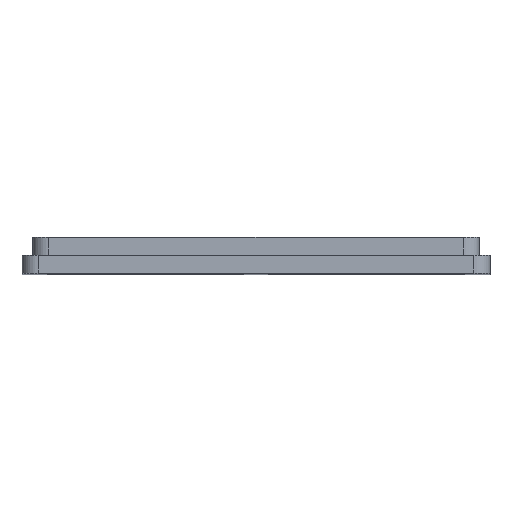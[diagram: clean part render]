
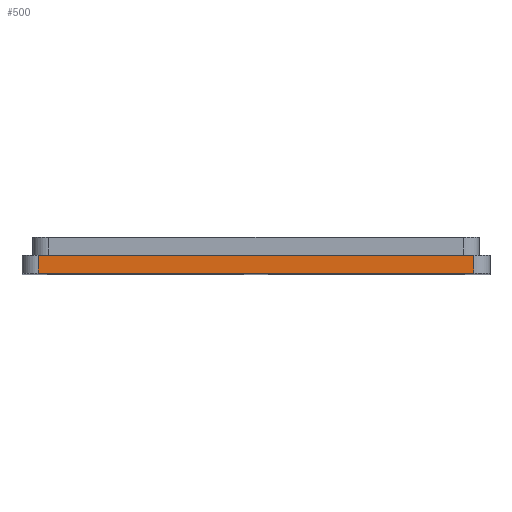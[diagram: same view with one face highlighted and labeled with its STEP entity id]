
A CAD part, top view. The second image highlights one B-rep face of the part: STEP entity #500.
In plain terms, the highlighted planar face has unit normal (0, 0, 1).
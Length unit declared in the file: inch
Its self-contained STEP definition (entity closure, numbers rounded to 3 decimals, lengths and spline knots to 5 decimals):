
#35 = DIRECTION ( 'NONE',  ( 0., -1., 0. ) ) ;
#44 = LINE ( 'NONE', #193, #1786 ) ;
#61 = CARTESIAN_POINT ( 'NONE',  ( 0.09, 0.1, 0. ) ) ;
#153 = EDGE_CURVE ( 'NONE', #413, #196, #238, .T. ) ;
#193 = CARTESIAN_POINT ( 'NONE',  ( 2.53, 0.1, 0. ) ) ;
#196 = VERTEX_POINT ( 'NONE', #2152 ) ;
#206 = LINE ( 'NONE', #230, #1926 ) ;
#230 = CARTESIAN_POINT ( 'NONE',  ( 0.09, 0.1, 0. ) ) ;
#238 = LINE ( 'NONE', #1245, #646 ) ;
#266 = VERTEX_POINT ( 'NONE', #2118 ) ;
#291 = CARTESIAN_POINT ( 'NONE',  ( 0.09, 0.1, 0. ) ) ;
#342 = CARTESIAN_POINT ( 'NONE',  ( 0.09, 0., 0. ) ) ;
#413 = VERTEX_POINT ( 'NONE', #61 ) ;
#464 = DIRECTION ( 'NONE',  ( -1., 0., 0. ) ) ;
#500 = ADVANCED_FACE ( 'NONE', ( #2000 ), #1853, .F. ) ;
#641 = LINE ( 'NONE', #342, #1193 ) ;
#646 = VECTOR ( 'NONE', #1626, 39.37008 ) ;
#780 = ORIENTED_EDGE ( 'NONE', *, *, #1872, .T. ) ;
#892 = DIRECTION ( 'NONE',  ( 0., -1., 0. ) ) ;
#923 = VERTEX_POINT ( 'NONE', #2047 ) ;
#964 = EDGE_LOOP ( 'NONE', ( #2111, #2251, #2197, #780 ) ) ;
#1139 = EDGE_CURVE ( 'NONE', #923, #266, #641, .T. ) ;
#1193 = VECTOR ( 'NONE', #1730, 39.37008 ) ;
#1245 = CARTESIAN_POINT ( 'NONE',  ( 0.09, 0.1, 0. ) ) ;
#1626 = DIRECTION ( 'NONE',  ( 1., 0., 0. ) ) ;
#1710 = AXIS2_PLACEMENT_3D ( 'NONE', #291, #2244, #464 ) ;
#1730 = DIRECTION ( 'NONE',  ( 1., 0., 0. ) ) ;
#1786 = VECTOR ( 'NONE', #892, 39.37008 ) ;
#1853 = PLANE ( 'NONE',  #1710 ) ;
#1872 = EDGE_CURVE ( 'NONE', #413, #923, #206, .T. ) ;
#1926 = VECTOR ( 'NONE', #35, 39.37008 ) ;
#2000 = FACE_OUTER_BOUND ( 'NONE', #964, .T. ) ;
#2047 = CARTESIAN_POINT ( 'NONE',  ( 0.09, 0., 0. ) ) ;
#2098 = EDGE_CURVE ( 'NONE', #196, #266, #44, .T. ) ;
#2111 = ORIENTED_EDGE ( 'NONE', *, *, #1139, .T. ) ;
#2118 = CARTESIAN_POINT ( 'NONE',  ( 2.53, 0., 0. ) ) ;
#2152 = CARTESIAN_POINT ( 'NONE',  ( 2.53, 0.1, 0. ) ) ;
#2197 = ORIENTED_EDGE ( 'NONE', *, *, #153, .F. ) ;
#2244 = DIRECTION ( 'NONE',  ( 0., 0., -1. ) ) ;
#2251 = ORIENTED_EDGE ( 'NONE', *, *, #2098, .F. ) ;
